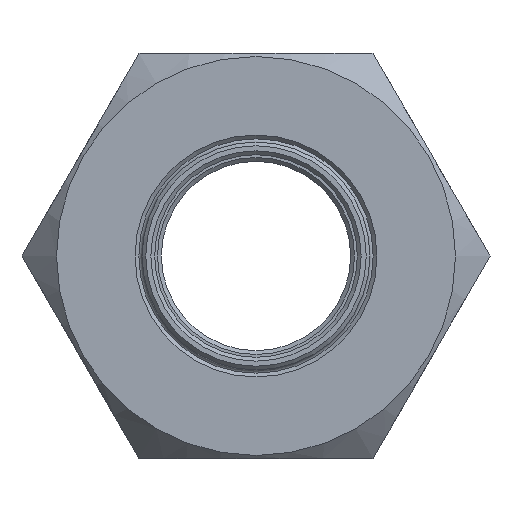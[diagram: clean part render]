
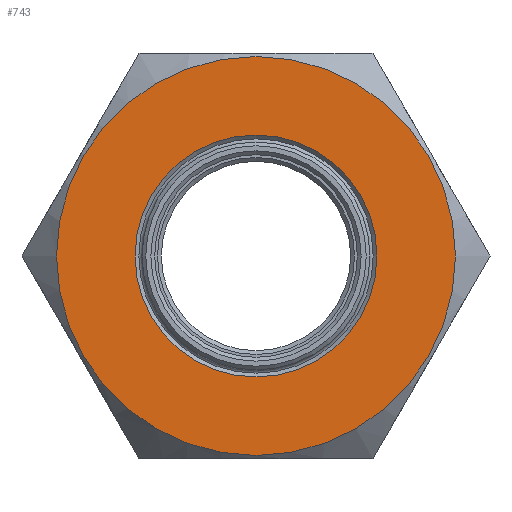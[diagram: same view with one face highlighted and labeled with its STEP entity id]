
A CAD part, left-side view. The second image highlights one B-rep face of the part: STEP entity #743.
In plain terms, the highlighted planar face has unit normal (-1, 0, 0).
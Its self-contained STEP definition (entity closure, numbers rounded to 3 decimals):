
#46=FACE_BOUND('',#132,.T.);
#60=PLANE('',#873);
#84=FACE_OUTER_BOUND('',#131,.T.);
#131=EDGE_LOOP('',(#549));
#132=EDGE_LOOP('',(#550));
#265=CIRCLE('',#854,15.75);
#272=CIRCLE('',#868,9.55);
#331=VERTEX_POINT('',#1268);
#337=VERTEX_POINT('',#1294);
#404=EDGE_CURVE('',#331,#331,#265,.T.);
#416=EDGE_CURVE('',#337,#337,#272,.T.);
#549=ORIENTED_EDGE('',*,*,#404,.T.);
#550=ORIENTED_EDGE('',*,*,#416,.F.);
#743=ADVANCED_FACE('',(#84,#46),#60,.T.);
#854=AXIS2_PLACEMENT_3D('',#1270,#970,#971);
#868=AXIS2_PLACEMENT_3D('',#1295,#1003,#1004);
#873=AXIS2_PLACEMENT_3D('',#1305,#1015,#1016);
#970=DIRECTION('center_axis',(-1.,0.,0.));
#971=DIRECTION('ref_axis',(0.,1.,0.));
#1003=DIRECTION('center_axis',(-1.,0.,0.));
#1004=DIRECTION('ref_axis',(0.,0.,-1.));
#1015=DIRECTION('center_axis',(-1.,0.,0.));
#1016=DIRECTION('ref_axis',(0.,0.,1.));
#1268=CARTESIAN_POINT('',(-13.5,-15.75,0.));
#1270=CARTESIAN_POINT('Origin',(-13.5,0.,0.));
#1294=CARTESIAN_POINT('',(-13.5,0.,9.55));
#1295=CARTESIAN_POINT('Origin',(-13.5,0.,0.));
#1305=CARTESIAN_POINT('Origin',(-13.5,0.,0.));
